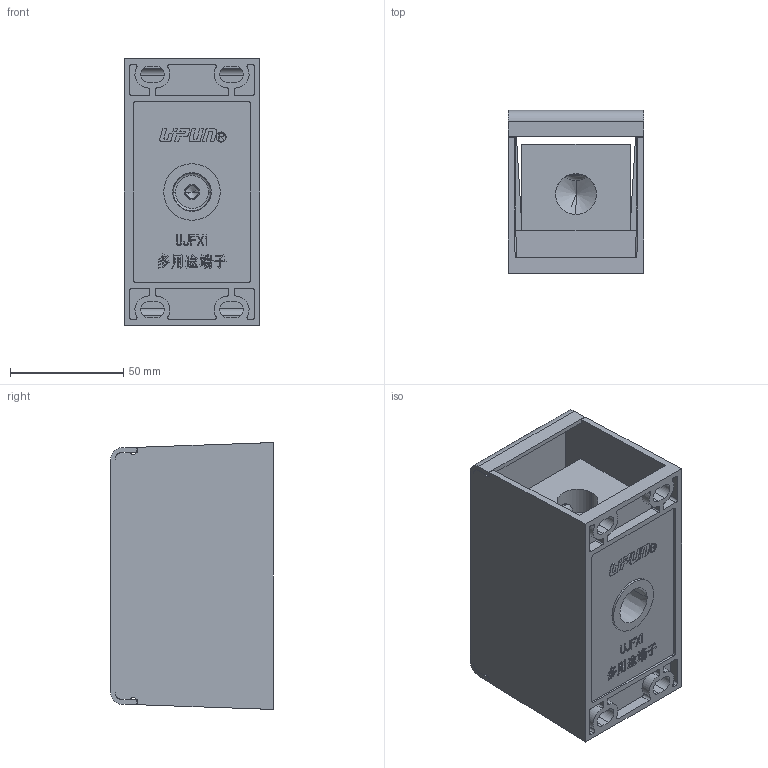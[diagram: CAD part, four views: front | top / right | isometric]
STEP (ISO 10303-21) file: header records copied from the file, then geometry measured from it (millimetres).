
FILE_DESCRIPTION((''),'2;1');
FILE_NAME('UJFX1-240_4_70','2023-08-03T',('ASUS'),(''),'PRO/ENGINEER BY PARAMETRIC TECHNOLOGY CORPORATION, 2013230','PRO/ENGINEER BY PARAMETRIC TECHNOLOGY CORPORATION, 2013230','');
FILE_SCHEMA(('CONFIG_CONTROL_DESIGN'));
Products named in the file (1): UJFX1-240_4_70
Bounding box: 60 x 72 x 118 mm (x, y, z)
Volume: 207262.1 mm3; surface area: 107433.2 mm2
Topology: 1 solids, 3 shells, 1285 faces, 3733 edges, 2440 vertices
Faces by surface type: plane 774, cylinder 357, bspline 94, cone 45, sphere 11, torus 4
Entity records: 63578 total; most frequent: CARTESIAN_POINT 31239, ORIENTED_EDGE 7414, DIRECTION 5663, EDGE_CURVE 3707, VECTOR 2481, LINE 2481, VERTEX_POINT 2440, AXIS2_PLACEMENT_3D 1591
